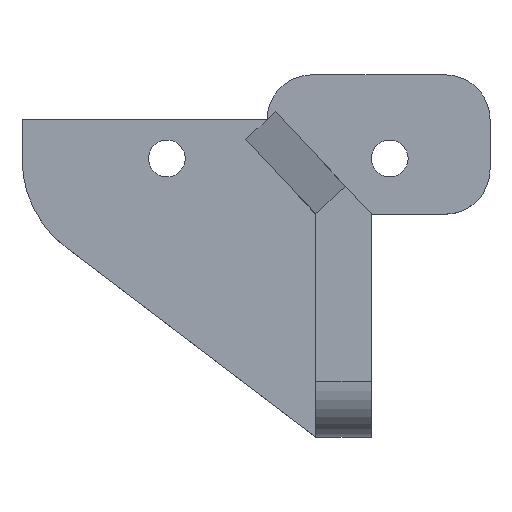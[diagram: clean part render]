
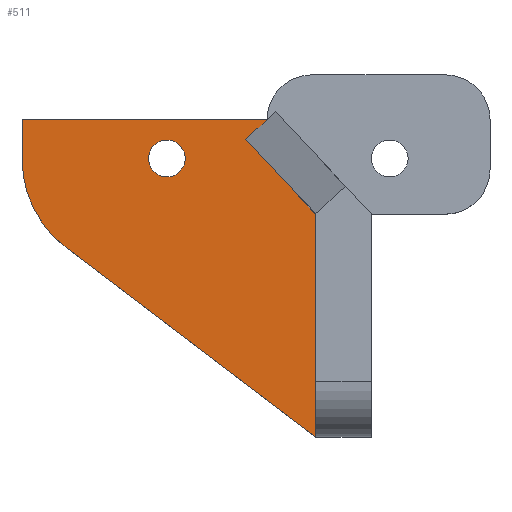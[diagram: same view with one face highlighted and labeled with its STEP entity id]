
A CAD part, top view. The second image highlights one B-rep face of the part: STEP entity #511.
In plain terms, the highlighted planar face has unit normal (0, 0, 1).
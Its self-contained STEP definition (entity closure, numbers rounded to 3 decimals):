
#20=FACE_BOUND('',#98,.T.);
#38=PLANE('',#570);
#65=FACE_OUTER_BOUND('',#97,.T.);
#97=EDGE_LOOP('',(#468,#469,#470,#471,#472,#473,#474));
#98=EDGE_LOOP('',(#475));
#123=LINE('',#791,#175);
#132=LINE('',#815,#184);
#141=LINE('',#836,#193);
#145=LINE('',#842,#197);
#146=LINE('',#844,#198);
#150=LINE('',#856,#202);
#175=VECTOR('',#639,10.);
#184=VECTOR('',#660,10.);
#193=VECTOR('',#683,10.);
#197=VECTOR('',#691,10.);
#198=VECTOR('',#694,10.);
#202=VECTOR('',#712,10.);
#217=CIRCLE('',#551,10.);
#220=CIRCLE('',#566,1.65);
#221=VERTEX_POINT('',#717);
#249=VERTEX_POINT('',#788);
#250=VERTEX_POINT('',#790);
#257=VERTEX_POINT('',#808);
#258=VERTEX_POINT('',#809);
#259=VERTEX_POINT('',#814);
#264=VERTEX_POINT('',#835);
#265=VERTEX_POINT('',#849);
#302=EDGE_CURVE('',#249,#250,#123,.T.);
#311=EDGE_CURVE('',#257,#258,#217,.T.);
#314=EDGE_CURVE('',#259,#258,#132,.T.);
#325=EDGE_CURVE('',#264,#221,#141,.T.);
#329=EDGE_CURVE('',#250,#257,#145,.T.);
#330=EDGE_CURVE('',#249,#264,#146,.T.);
#332=EDGE_CURVE('',#265,#265,#220,.T.);
#335=EDGE_CURVE('',#221,#259,#150,.T.);
#468=ORIENTED_EDGE('',*,*,#311,.F.);
#469=ORIENTED_EDGE('',*,*,#329,.F.);
#470=ORIENTED_EDGE('',*,*,#302,.F.);
#471=ORIENTED_EDGE('',*,*,#330,.T.);
#472=ORIENTED_EDGE('',*,*,#325,.T.);
#473=ORIENTED_EDGE('',*,*,#335,.T.);
#474=ORIENTED_EDGE('',*,*,#314,.T.);
#475=ORIENTED_EDGE('',*,*,#332,.T.);
#511=ADVANCED_FACE('',(#65,#20),#38,.T.);
#551=AXIS2_PLACEMENT_3D('',#810,#654,#655);
#566=AXIS2_PLACEMENT_3D('',#850,#702,#703);
#570=AXIS2_PLACEMENT_3D('',#857,#713,#714);
#639=DIRECTION('',(0.,-1.,0.));
#654=DIRECTION('center_axis',(0.,0.,-1.));
#655=DIRECTION('ref_axis',(-0.896,-0.445,0.));
#660=DIRECTION('',(0.,-1.,0.));
#683=DIRECTION('',(0.73,0.683,0.));
#691=DIRECTION('',(-0.797,0.605,0.));
#694=DIRECTION('',(-0.683,0.73,0.));
#702=DIRECTION('center_axis',(0.,0.,-1.));
#703=DIRECTION('ref_axis',(1.,0.,0.));
#712=DIRECTION('',(-1.,0.,0.));
#713=DIRECTION('center_axis',(0.,0.,1.));
#714=DIRECTION('ref_axis',(1.,0.,0.));
#717=CARTESIAN_POINT('',(22.,8.5,4.));
#788=CARTESIAN_POINT('',(26.355,0.,4.));
#790=CARTESIAN_POINT('',(26.355,-20.,4.));
#791=CARTESIAN_POINT('',(26.355,0.,4.));
#808=CARTESIAN_POINT('',(3.955,-3.001,4.));
#809=CARTESIAN_POINT('',(0.,4.965,4.));
#810=CARTESIAN_POINT('Origin',(10.,4.965,4.));
#814=CARTESIAN_POINT('',(0.,8.5,4.));
#815=CARTESIAN_POINT('',(0.,8.5,4.));
#835=CARTESIAN_POINT('',(20.082,6.706,4.));
#836=CARTESIAN_POINT('',(21.546,8.076,4.));
#842=CARTESIAN_POINT('',(26.355,-20.,4.));
#844=CARTESIAN_POINT('',(20.41,6.355,4.));
#849=CARTESIAN_POINT('',(11.35,5.,4.));
#850=CARTESIAN_POINT('Origin',(13.,5.,4.));
#856=CARTESIAN_POINT('',(42.,8.5,4.));
#857=CARTESIAN_POINT('Origin',(21.,6.25,4.));
